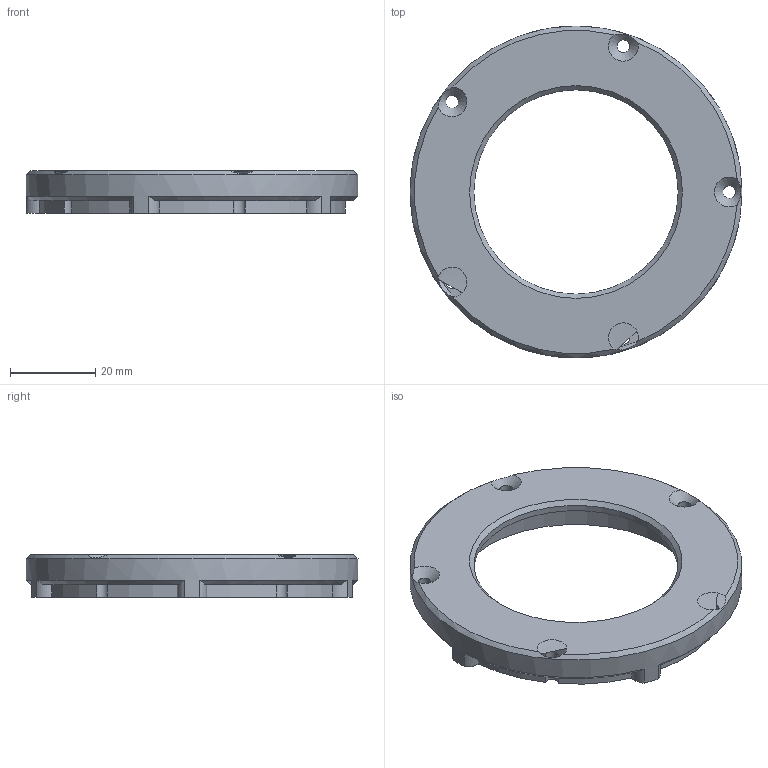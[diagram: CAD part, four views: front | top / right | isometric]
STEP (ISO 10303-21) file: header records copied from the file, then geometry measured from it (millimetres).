
FILE_DESCRIPTION(/* description */ (''),/* implementation_level */ '2;1');
FILE_NAME(/* name */ 'Face_Plate.step',/* time_stamp */ '2022-07-19T20:41:09-04:00',/* author */ (''),/* organization */ (''),/* preprocessor_version */ 'ST-DEVELOPER v19',/* originating_system */ 'Autodesk Translation Framework v11.7.0.108',/* authorisation */ '');
FILE_SCHEMA (('AUTOMOTIVE_DESIGN { 1 0 10303 214 3 1 1 }'));
Length unit declared in the file: millimetre
Products named in the file (1): FusionComponent
Bounding box: 78 x 78 x 10 mm (x, y, z)
Volume: 21082.4 mm3; surface area: 10010.8 mm2
Topology: 1 solids, 1 shells, 50 faces, 163 edges, 107 vertices
Faces by surface type: cylinder 29, cone 12, plane 9
Full cylindrical faces by diameter (mm): 3 x5, 48 x1, 53 x1, 58 x1, 78 x1
Entity records: 1996 total; most frequent: CARTESIAN_POINT 440, DIRECTION 348, ORIENTED_EDGE 326, EDGE_CURVE 163, AXIS2_PLACEMENT_3D 151, VERTEX_POINT 107, CIRCLE 100, EDGE_LOOP 54
